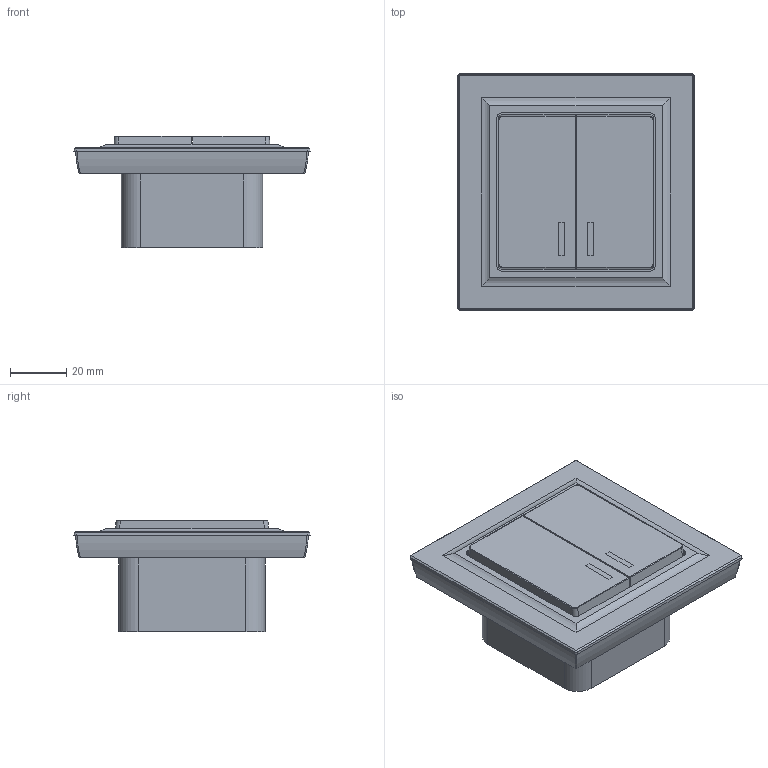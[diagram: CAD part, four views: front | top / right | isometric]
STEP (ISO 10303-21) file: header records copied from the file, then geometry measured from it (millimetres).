
FILE_DESCRIPTION (( 'STEP AP214' ), '1' );
FILE_NAME ('BRITE Âûêëþ÷. 2-êë. ñ èíä. .STEP', '2025-03-31T08:41:05', ( '' ), ( '' ), 'SwSTEP 2.0', 'SolidWorks 2022', '' );
FILE_SCHEMA (( 'AUTOMOTIVE_DESIGN' ));
Length unit declared in the file: millimetre
Products named in the file (1): BRITE Выключ. 2-кл. с инд. 
Bounding box: 84.1 x 84.1 x 39.75 mm (x, y, z)
Volume: 144438 mm3; surface area: 24399.8 mm2
Topology: 3 solids, 4 shells, 433 faces, 1148 edges, 738 vertices
Faces by surface type: plane 243, cylinder 156, bspline 16, cone 6, sphere 6, torus 6
Entity records: 13718 total; most frequent: CARTESIAN_POINT 2968, ORIENTED_EDGE 2280, DIRECTION 2184, EDGE_CURVE 1140, VECTOR 764, LINE 764, VERTEX_POINT 736, AXIS2_PLACEMENT_3D 710
